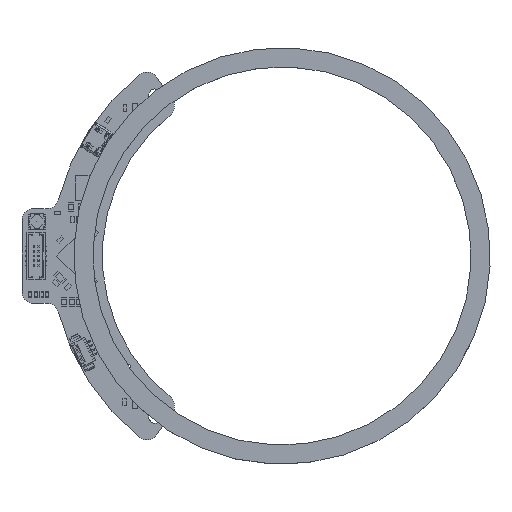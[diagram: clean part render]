
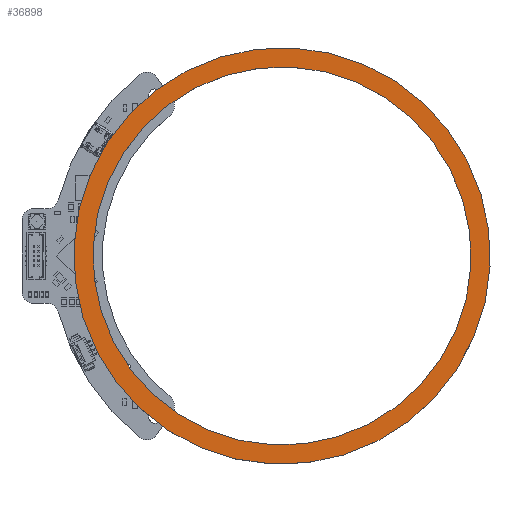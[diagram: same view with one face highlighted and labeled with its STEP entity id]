
A CAD part, top view. The second image highlights one B-rep face of the part: STEP entity #36898.
In plain terms, the highlighted face is planar.
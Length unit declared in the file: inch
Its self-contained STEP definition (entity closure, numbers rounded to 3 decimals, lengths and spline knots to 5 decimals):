
#2464=FACE_BOUND('',#6686,.T.);
#3526=CIRCLE('',#40534,2.2025);
#3527=CIRCLE('',#40535,2.2025);
#3528=CIRCLE('',#40536,2.);
#3529=CIRCLE('',#40537,2.);
#5113=FACE_OUTER_BOUND('',#6685,.T.);
#6685=EDGE_LOOP('',(#34231,#34232));
#6686=EDGE_LOOP('',(#34233,#34234));
#20551=VERTEX_POINT('',#70620);
#20552=VERTEX_POINT('',#70621);
#20553=VERTEX_POINT('',#70624);
#20554=VERTEX_POINT('',#70625);
#26285=EDGE_CURVE('',#20551,#20552,#3526,.T.);
#26286=EDGE_CURVE('',#20552,#20551,#3527,.T.);
#26287=EDGE_CURVE('',#20553,#20554,#3528,.T.);
#26288=EDGE_CURVE('',#20554,#20553,#3529,.T.);
#34231=ORIENTED_EDGE('',*,*,#26285,.F.);
#34232=ORIENTED_EDGE('',*,*,#26286,.F.);
#34233=ORIENTED_EDGE('',*,*,#26287,.T.);
#34234=ORIENTED_EDGE('',*,*,#26288,.T.);
#35401=PLANE('',#40533);
#36898=ADVANCED_FACE('',(#5113,#2464),#35401,.T.);
#40533=AXIS2_PLACEMENT_3D('',#70619,#50123,#50124);
#40534=AXIS2_PLACEMENT_3D('',#70622,#50125,#50126);
#40535=AXIS2_PLACEMENT_3D('',#70623,#50127,#50128);
#40536=AXIS2_PLACEMENT_3D('',#70626,#50129,#50130);
#40537=AXIS2_PLACEMENT_3D('',#70627,#50131,#50132);
#50123=DIRECTION('center_axis',(0.,1.,0.));
#50124=DIRECTION('ref_axis',(0.,0.,1.));
#50125=DIRECTION('center_axis',(0.,-1.,0.));
#50126=DIRECTION('ref_axis',(1.,0.,0.));
#50127=DIRECTION('center_axis',(0.,-1.,0.));
#50128=DIRECTION('ref_axis',(1.,0.,0.));
#50129=DIRECTION('center_axis',(0.,-1.,0.));
#50130=DIRECTION('ref_axis',(1.,0.,0.));
#50131=DIRECTION('center_axis',(0.,-1.,0.));
#50132=DIRECTION('ref_axis',(1.,0.,0.));
#70619=CARTESIAN_POINT('Origin',(2.2025,2.20722,0.));
#70620=CARTESIAN_POINT('',(2.2025,2.20722,0.));
#70621=CARTESIAN_POINT('',(-2.2025,2.20722,0.));
#70622=CARTESIAN_POINT('Origin',(0.,2.20722,0.));
#70623=CARTESIAN_POINT('Origin',(0.,2.20722,0.));
#70624=CARTESIAN_POINT('',(2.,2.20722,0.));
#70625=CARTESIAN_POINT('',(-2.,2.20722,0.));
#70626=CARTESIAN_POINT('Origin',(0.,2.20722,0.));
#70627=CARTESIAN_POINT('Origin',(0.,2.20722,0.));
